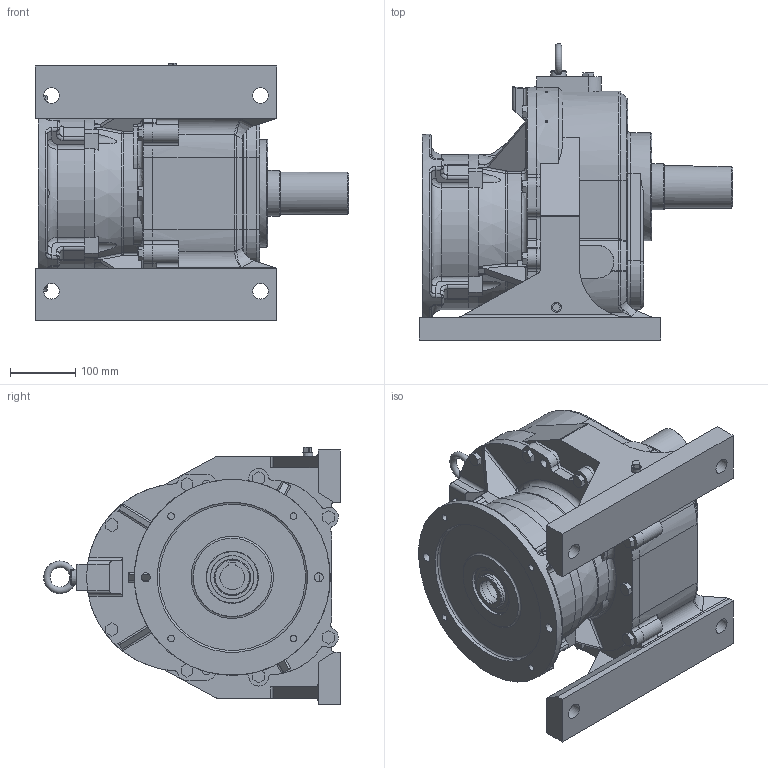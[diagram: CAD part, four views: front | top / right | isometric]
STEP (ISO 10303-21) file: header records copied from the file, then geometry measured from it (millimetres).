
FILE_DESCRIPTION (( 'STEP AP214' ), '1' );
FILE_NAME ('EK2DO08375H001_F1HM23_5.5KW_R40~60_defeature.stp', '2022-06-08T01:06:47', ( 'Windows 餌辨濠' ), ( '' ), 'SwSTEP 2.0', 'SolidWorks 2021', '' );
FILE_SCHEMA (( 'AUTOMOTIVE_DESIGN' ));
Length unit declared in the file: millimetre
Products named in the file (1): EK2DO08375H001_F1HM23_5.5KW_R40~60_defeature
Bounding box: 480 x 454.46 x 394 mm (x, y, z)
Volume: 26465072.1 mm3; surface area: 906866.7 mm2
Topology: 1 solids, 2 shells, 768 faces, 1936 edges, 1189 vertices
Faces by surface type: plane 307, cylinder 256, bspline 106, torus 57, cone 42
Full cylindrical faces by diameter (mm): 2.7 x2, 4 x1, 6.8 x4, 10 x4, 10.2 x4, 13 x2, 14 x2, 24 x4, 48 x1, 55 x3, 65 x1, 66.41 x2, 70 x1, 75 x1, 78.59 x2, 80 x1, 95 x1, 165 x1, 230 x1, 300 x1
Entity records: 31197 total; most frequent: CARTESIAN_POINT 11988, ORIENTED_EDGE 3676, DIRECTION 3492, EDGE_CURVE 1838, AXIS2_PLACEMENT_3D 1319, VERTEX_POINT 1165, EDGE_LOOP 873, LINE 854
